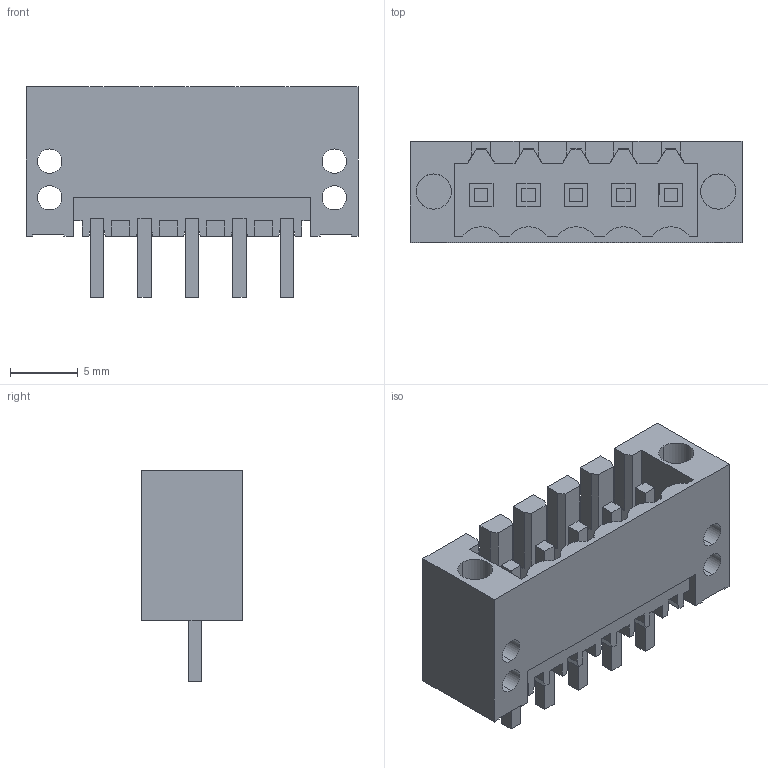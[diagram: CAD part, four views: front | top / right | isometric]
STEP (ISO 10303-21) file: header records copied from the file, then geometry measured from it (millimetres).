
FILE_DESCRIPTION(('CATIA V5 STEP Exchange','CAx-IF Rec.Pracs.--- Model Styling and Organization---1.2---2011-12-15'),'2;1');
FILE_NAME ('D1453581_0_1616170000_1616170000.stp','2018-03-13T07:08:13+00:00',('none'),('Weidmueller'),'CATIA Version 5-6 Release 2014','CATIA V5 STEP AP214','none');
FILE_SCHEMA(('AUTOMOTIVE_DESIGN { 1 0 10303 214 1 1 1 1 }'));
Length unit declared in the file: millimetre
Products named in the file (1): 1616170000
Bounding box: 24.5 x 7.45 x 15.55 mm (x, y, z)
Volume: 925.5 mm3; surface area: 2379.5 mm2
Topology: 6 solids, 6 shells, 371 faces, 1060 edges, 710 vertices
Faces by surface type: plane 344, cylinder 27
Entity records: 11745 total; most frequent: ORIENTED_EDGE 2112, CARTESIAN_POINT 2078, DIRECTION 1580, EDGE_CURVE 1056, VECTOR 1002, LINE 1002, VERTEX_POINT 708, EDGE_LOOP 406
